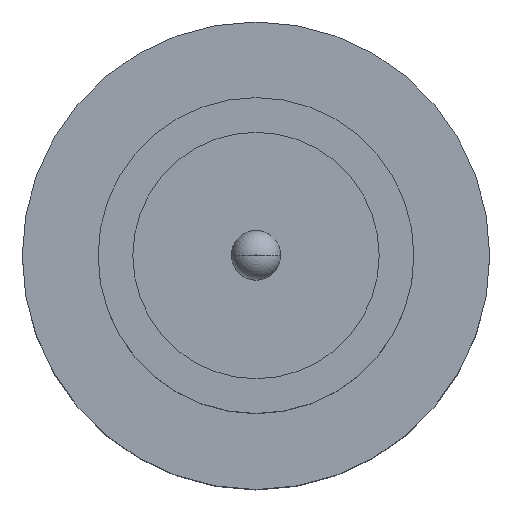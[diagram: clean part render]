
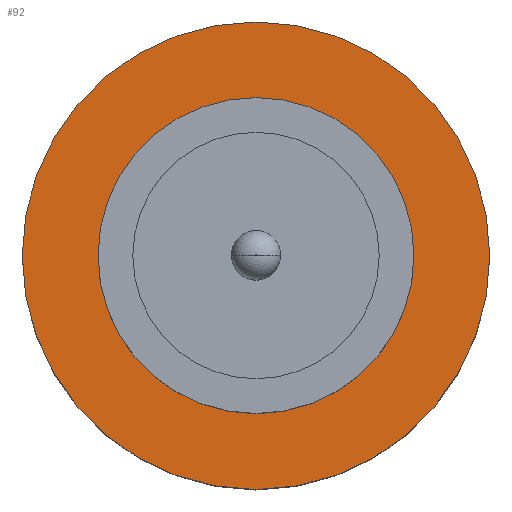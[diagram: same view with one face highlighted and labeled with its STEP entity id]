
A CAD part, top view. The second image highlights one B-rep face of the part: STEP entity #92.
In plain terms, the highlighted planar face has unit normal (0, 0, 1).
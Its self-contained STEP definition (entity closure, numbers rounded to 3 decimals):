
#4 = CARTESIAN_POINT ( 'NONE',  ( 0., 0., 1.55 ) ) ;
#38 = AXIS2_PLACEMENT_3D ( 'NONE', #278, #754, #452 ) ;
#55 = DIRECTION ( 'NONE',  ( 1., 0., 0. ) ) ;
#58 = ORIENTED_EDGE ( 'NONE', *, *, #604, .T. ) ;
#63 = ORIENTED_EDGE ( 'NONE', *, *, #234, .F. ) ;
#74 = CIRCLE ( 'NONE', #358, 1.85 ) ;
#92 = ADVANCED_FACE ( 'NONE', ( #397, #807 ), #179, .T. ) ;
#120 = ORIENTED_EDGE ( 'NONE', *, *, #696, .F. ) ;
#131 = VERTEX_POINT ( 'NONE', #498 ) ;
#140 = DIRECTION ( 'NONE',  ( 1., 0., 0. ) ) ;
#154 = CIRCLE ( 'NONE', #295, 1.25 ) ;
#179 = PLANE ( 'NONE',  #426 ) ;
#204 = CIRCLE ( 'NONE', #38, 1.85 ) ;
#220 = DIRECTION ( 'NONE',  ( 1., 0., 0. ) ) ;
#229 = DIRECTION ( 'NONE',  ( 1., 0., 0. ) ) ;
#230 = CARTESIAN_POINT ( 'NONE',  ( 1.25, 0., 1.55 ) ) ;
#234 = EDGE_CURVE ( 'NONE', #131, #706, #697, .T. ) ;
#278 = CARTESIAN_POINT ( 'NONE',  ( 0., 0., 1.55 ) ) ;
#281 = CARTESIAN_POINT ( 'NONE',  ( 0., 0., 1.55 ) ) ;
#289 = VERTEX_POINT ( 'NONE', #714 ) ;
#295 = AXIS2_PLACEMENT_3D ( 'NONE', #281, #539, #229 ) ;
#358 = AXIS2_PLACEMENT_3D ( 'NONE', #760, #463, #220 ) ;
#363 = CARTESIAN_POINT ( 'NONE',  ( 0., 0., 1.55 ) ) ;
#389 = DIRECTION ( 'NONE',  ( 0., 0., 1. ) ) ;
#397 = FACE_BOUND ( 'NONE', #545, .T. ) ;
#426 = AXIS2_PLACEMENT_3D ( 'NONE', #363, #430, #55 ) ;
#430 = DIRECTION ( 'NONE',  ( 0., 0., 1. ) ) ;
#452 = DIRECTION ( 'NONE',  ( 1., 0., 0. ) ) ;
#463 = DIRECTION ( 'NONE',  ( 0., 0., 1. ) ) ;
#498 = CARTESIAN_POINT ( 'NONE',  ( -1.25, 0., 1.55 ) ) ;
#515 = AXIS2_PLACEMENT_3D ( 'NONE', #4, #389, #140 ) ;
#539 = DIRECTION ( 'NONE',  ( 0., 0., 1. ) ) ;
#545 = EDGE_LOOP ( 'NONE', ( #120, #63 ) ) ;
#577 = ORIENTED_EDGE ( 'NONE', *, *, #676, .T. ) ;
#596 = VERTEX_POINT ( 'NONE', #698 ) ;
#604 = EDGE_CURVE ( 'NONE', #289, #596, #204, .T. ) ;
#676 = EDGE_CURVE ( 'NONE', #596, #289, #74, .T. ) ;
#696 = EDGE_CURVE ( 'NONE', #706, #131, #154, .T. ) ;
#697 = CIRCLE ( 'NONE', #515, 1.25 ) ;
#698 = CARTESIAN_POINT ( 'NONE',  ( 1.85, 0., 1.55 ) ) ;
#706 = VERTEX_POINT ( 'NONE', #230 ) ;
#714 = CARTESIAN_POINT ( 'NONE',  ( -1.85, 0., 1.55 ) ) ;
#754 = DIRECTION ( 'NONE',  ( 0., 0., 1. ) ) ;
#760 = CARTESIAN_POINT ( 'NONE',  ( 0., 0., 1.55 ) ) ;
#772 = EDGE_LOOP ( 'NONE', ( #58, #577 ) ) ;
#807 = FACE_OUTER_BOUND ( 'NONE', #772, .T. ) ;
